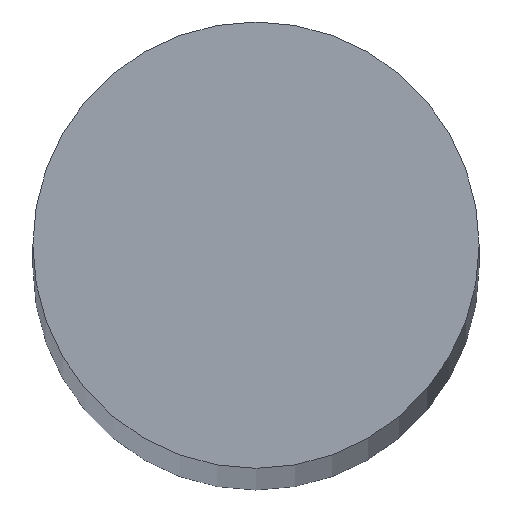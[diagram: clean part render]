
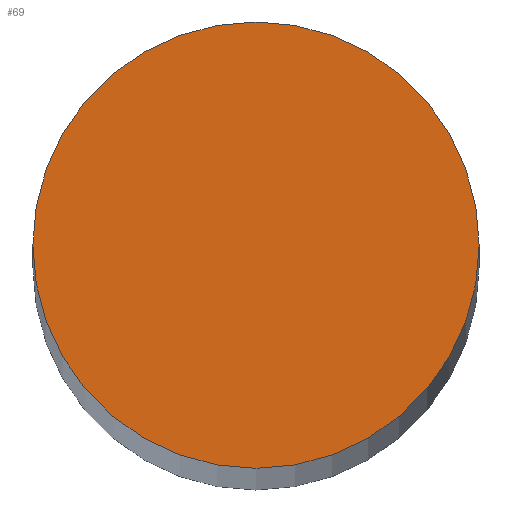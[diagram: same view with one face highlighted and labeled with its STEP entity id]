
A CAD part, top view. The second image highlights one B-rep face of the part: STEP entity #69.
In plain terms, the highlighted planar face has unit normal (0, 0, 1).
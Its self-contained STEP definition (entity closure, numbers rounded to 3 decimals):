
#2 = VERTEX_POINT ( 'NONE', #121 ) ;
#3 = ORIENTED_EDGE ( 'NONE', *, *, #34, .T. ) ;
#17 = CARTESIAN_POINT ( 'NONE',  ( 0., 0., 333.4 ) ) ;
#19 = VERTEX_POINT ( 'NONE', #66 ) ;
#27 = DIRECTION ( 'NONE',  ( 1., 0., 0. ) ) ;
#34 = EDGE_CURVE ( 'NONE', #2, #19, #102, .T. ) ;
#39 = DIRECTION ( 'NONE',  ( 0., 0., 1. ) ) ;
#40 = CARTESIAN_POINT ( 'NONE',  ( 0., 0., 333.4 ) ) ;
#48 = FACE_OUTER_BOUND ( 'NONE', #57, .T. ) ;
#54 = DIRECTION ( 'NONE',  ( 1., 0., 0. ) ) ;
#57 = EDGE_LOOP ( 'NONE', ( #3, #93 ) ) ;
#60 = CARTESIAN_POINT ( 'NONE',  ( 0., 0., 333.4 ) ) ;
#62 = PLANE ( 'NONE',  #100 ) ;
#66 = CARTESIAN_POINT ( 'NONE',  ( 6., 0., 333.4 ) ) ;
#69 = ADVANCED_FACE ( 'NONE', ( #48 ), #62, .T. ) ;
#75 = EDGE_CURVE ( 'NONE', #19, #2, #81, .T. ) ;
#77 = DIRECTION ( 'NONE',  ( 1., 0., 0. ) ) ;
#81 = CIRCLE ( 'NONE', #104, 6. ) ;
#89 = DIRECTION ( 'NONE',  ( 0., 0., 1. ) ) ;
#93 = ORIENTED_EDGE ( 'NONE', *, *, #75, .T. ) ;
#95 = AXIS2_PLACEMENT_3D ( 'NONE', #40, #107, #77 ) ;
#100 = AXIS2_PLACEMENT_3D ( 'NONE', #17, #89, #27 ) ;
#102 = CIRCLE ( 'NONE', #95, 6. ) ;
#104 = AXIS2_PLACEMENT_3D ( 'NONE', #60, #39, #54 ) ;
#107 = DIRECTION ( 'NONE',  ( 0., 0., 1. ) ) ;
#121 = CARTESIAN_POINT ( 'NONE',  ( -6., 0., 333.4 ) ) ;
